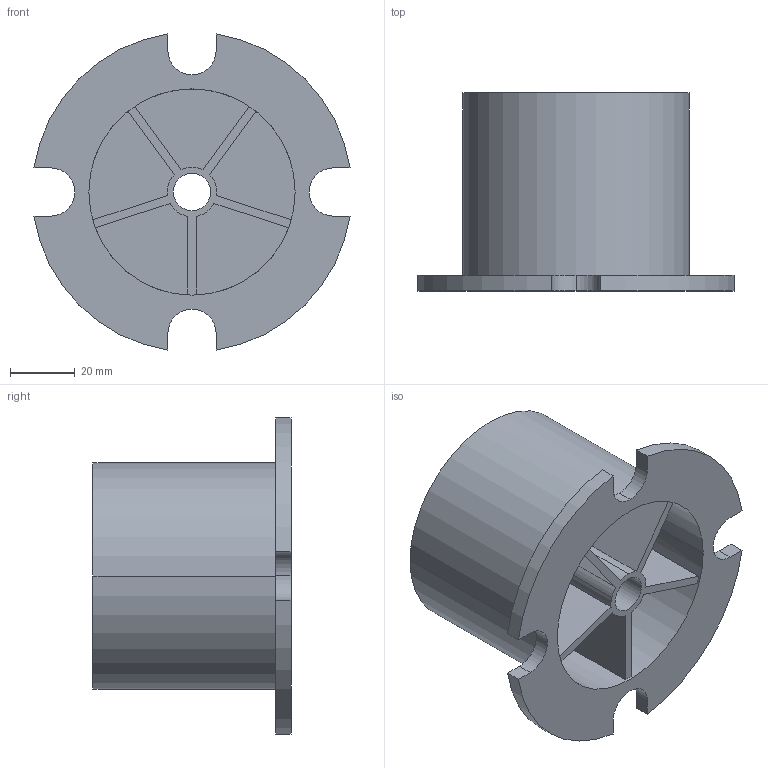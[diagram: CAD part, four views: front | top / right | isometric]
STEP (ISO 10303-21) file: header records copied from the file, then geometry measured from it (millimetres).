
FILE_DESCRIPTION((''),'2;1');
FILE_NAME('fisherpricejeepdriver.stp','2001-12-29T10:42:30',('Administrator'),(''),'Autodesk Inventor (tm) 3.0','Autodesk Inventor (tm) 3.0','');
FILE_SCHEMA(('CONFIG_CONTROL_DESIGN'));
Length unit declared in the file: inch
Products named in the file (1): fisherpricejeepdriver
Bounding box: 97.3 x 60.96 x 97.3 mm (x, y, z)
Volume: 78001.4 mm3; surface area: 58546 mm2
Topology: 1 solids, 1 shells, 128 faces, 369 edges, 246 vertices
Faces by surface type: cylinder 70, plane 58
Entity records: 4384 total; most frequent: DIRECTION 797, CARTESIAN_POINT 744, ORIENTED_EDGE 738, EDGE_CURVE 369, AXIS2_PLACEMENT_3D 299, VERTEX_POINT 246, VECTOR 199, LINE 199
